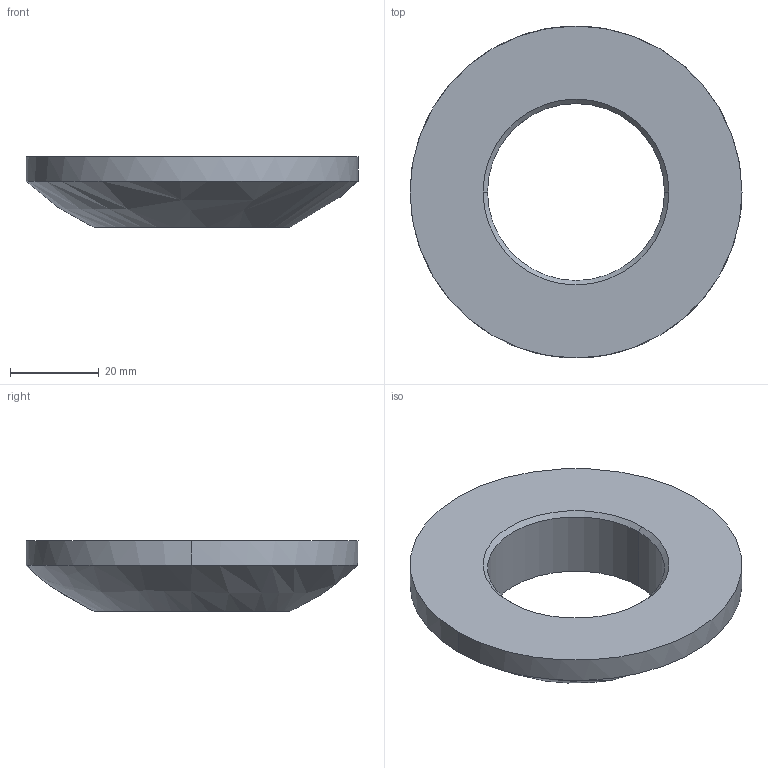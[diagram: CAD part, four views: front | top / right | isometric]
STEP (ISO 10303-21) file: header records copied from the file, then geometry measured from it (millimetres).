
FILE_DESCRIPTION(('STEP AP214'),'1');
FILE_NAME(' ',' ',('TraceParts'),('TraceParts S.A.'),'XStep 1.0',' ',' ');
FILE_SCHEMA(('automotive_design'));
Length unit declared in the file: millimetre
Products named in the file (1): 1
Bounding box: 75 x 75 x 16 mm (x, y, z)
Volume: 36135.1 mm3; surface area: 10230.1 mm2
Topology: 1 solids, 1 shells, 10 faces, 24 edges, 15 vertices
Faces by surface type: cylinder 4, bspline 2, cone 2, plane 2
Entity records: 698 total; most frequent: CARTESIAN_POINT 185, DIRECTION 52, STYLED_ITEM 47, PRESENTATION_STYLE_ASSIGNMENT 47, COLOUR_RGB 47, ORIENTED_EDGE 44, AXIS2_PLACEMENT_3D 23, EDGE_CURVE 22
